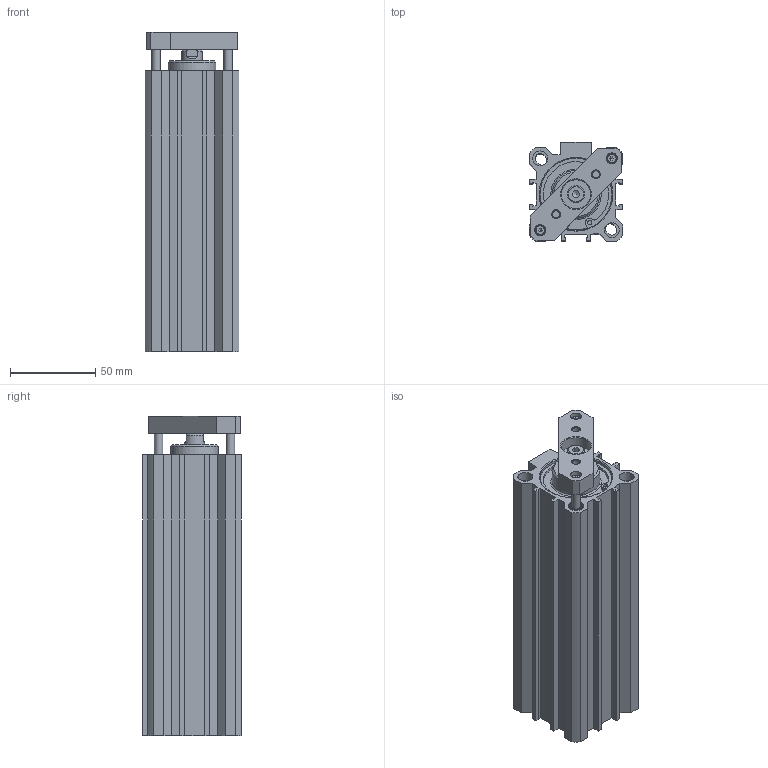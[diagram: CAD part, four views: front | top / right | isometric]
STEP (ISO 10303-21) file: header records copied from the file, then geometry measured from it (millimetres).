
FILE_DESCRIPTION((''),'2;1');
FILE_NAME('FDMA040.125.GS.F.stp','2016-03-24T09:35:14',('carlo.corazza'),(''),'Autodesk Inventor 2013','Autodesk Inventor 2013','');
FILE_SCHEMA(('AUTOMOTIVE_DESIGN { 1 0 10303 214 1 1 1 1 }'));
Length unit declared in the file: millimetre
Products named in the file (7): FDMA040..GS.F; COLONNETTA-125; CORPO-125; STAFFA; STELO-125; TA; TP
Assembly tree (7 placements, depth 2):
  FDMA040..GS.F
    COLONNETTA-125  x2
    CORPO-125
    STAFFA
    STELO-125
    TA
    TP
Bounding box: 55 x 58 x 187 mm (x, y, z)
Volume: 247923.8 mm3; surface area: 116004.2 mm2
Topology: 9 solids, 10 shells, 312 faces, 720 edges, 457 vertices
Faces by surface type: plane 159, cylinder 80, cone 55, torus 18
Full cylindrical faces by diameter (mm): 2.25 x2, 2.459 x2, 2.5 x4, 3 x2, 3.5 x2, 4.134 x2, 4.917 x2, 5 x4, 5.5 x2, 6.25 x1, 6.5 x2, 8.566 x2, 8.8 x8, 9 x2, 10 x1, 12 x1, 12.54 x1, 13.7 x1, 14 x1, 16.32 x1, 16.5 x1, 17 x1, 27.9 x1, 28 x1, 40 x1, 41.7 x4, 42.2 x2, 44.7 x2
Entity records: 8438 total; most frequent: CARTESIAN_POINT 1522, DIRECTION 1388, ORIENTED_EDGE 1130, EDGE_CURVE 565, AXIS2_PLACEMENT_3D 537, EDGE_LOOP 476, VERTEX_POINT 427, VECTOR 314
